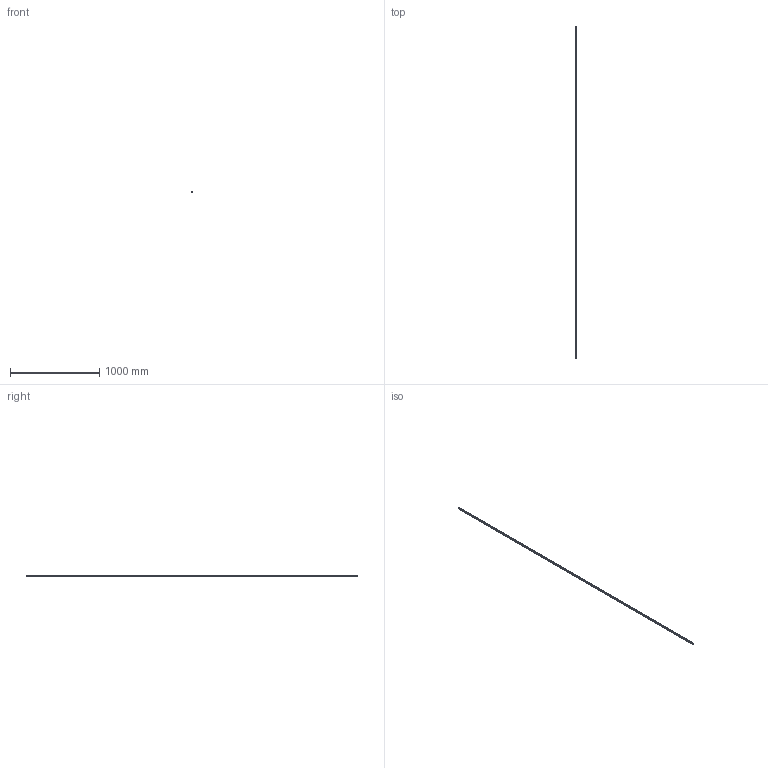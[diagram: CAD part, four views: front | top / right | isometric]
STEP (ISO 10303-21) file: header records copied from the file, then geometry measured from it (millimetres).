
FILE_DESCRIPTION(('STEP AP214'),'1');
FILE_NAME('cctmp_BE5C2179-CC55-4624-88BF-BE12BFCD5CCF_2021_01_19_14_24_13_0454..stp','2021-01-19T13:24:13',('HIWIN GmbH'),('CADClick - www.CADClick.com'),'Spatial InterOp 3D',' ','unknown authorization');
FILE_SCHEMA(('AUTOMOTIVE_DESIGN'));
Length unit declared in the file: millimetre
Products named in the file (1): HGR15T3720C_FILE
Bounding box: 15 x 3720 x 15 mm (x, y, z)
Volume: 698290.2 mm3; surface area: 235868.8 mm2
Topology: 1 solids, 1 shells, 363 faces, 947 edges, 528 vertices
Faces by surface type: cylinder 150, cone 124, plane 89
Entity records: 13089 total; most frequent: DIRECTION 1851, CARTESIAN_POINT 1715, ORIENTED_EDGE 1646, EDGE_CURVE 823, AXIS2_PLACEMENT_3D 664, VERTEX_POINT 528, LINE 523, VECTOR 523
